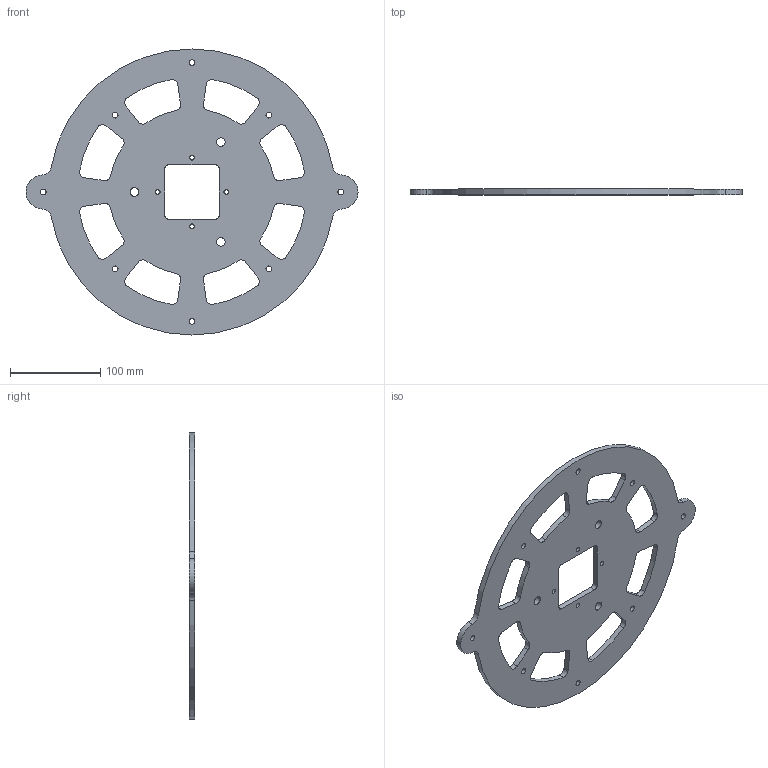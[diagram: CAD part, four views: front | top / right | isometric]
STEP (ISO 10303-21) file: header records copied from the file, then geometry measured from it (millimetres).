
FILE_DESCRIPTION(/* description */ (''),/* implementation_level */ '2;1');
FILE_NAME(/* name */ 'AP-1-02-basePlate.stp',/* time_stamp */ '2025-02-11T19:27:26-05:00',/* author */ ('t205b'),/* organization */ (''),/* preprocessor_version */ 'ST-DEVELOPER v20',/* originating_system */ 'Autodesk Inventor 2025',/* authorisation */ '');
FILE_SCHEMA (('AUTOMOTIVE_DESIGN { 1 0 10303 214 3 1 1 }'));
Length unit declared in the file: inch
Products named in the file (1): AP-1-02-basePlate
Bounding box: 368.55 x 6.35 x 317.5 mm (x, y, z)
Volume: 387328.4 mm3; surface area: 141022 mm2
Topology: 1 solids, 1 shells, 97 faces, 285 edges, 190 vertices
Faces by surface type: cylinder 75, plane 22
Full cylindrical faces by diameter (mm): 5.105 x4, 6.35 x4, 6.413 x4, 9.525 x3
Entity records: 3450 total; most frequent: DIRECTION 631, CARTESIAN_POINT 573, ORIENTED_EDGE 570, EDGE_CURVE 285, AXIS2_PLACEMENT_3D 248, VERTEX_POINT 190, CIRCLE 150, EDGE_LOOP 145
